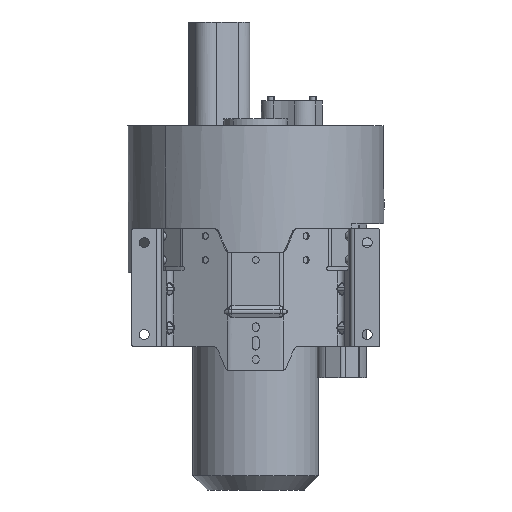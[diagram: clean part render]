
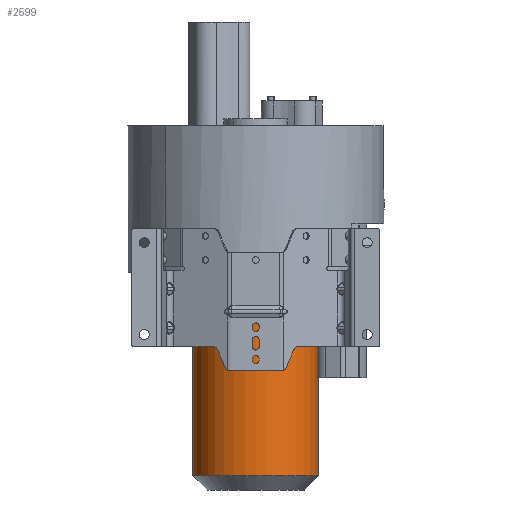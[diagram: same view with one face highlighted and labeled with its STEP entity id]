
A CAD part, front view. The second image highlights one B-rep face of the part: STEP entity #2599.
In plain terms, the highlighted cylindrical face has radius 88.7 mm (diameter 177.4 mm), a partial arc.
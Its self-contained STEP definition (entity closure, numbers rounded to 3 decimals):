
#702=CYLINDRICAL_SURFACE('',#12726,88.7);
#1108=LINE('',#17956,#1880);
#1109=LINE('',#17957,#1881);
#1880=VECTOR('',#14321,1.);
#1881=VECTOR('',#14322,1.);
#2599=ADVANCED_FACE('',(#3331),#702,.T.);
#3331=FACE_OUTER_BOUND('',#4024,.T.);
#4024=EDGE_LOOP('',(#5569,#5570,#5571,#5572));
#5569=ORIENTED_EDGE('',*,*,#10431,.F.);
#5570=ORIENTED_EDGE('',*,*,#10443,.F.);
#5571=ORIENTED_EDGE('',*,*,#10432,.T.);
#5572=ORIENTED_EDGE('',*,*,#10444,.T.);
#9202=VERTEX_POINT('',#17895);
#9203=VERTEX_POINT('',#17897);
#9209=VERTEX_POINT('',#17954);
#9210=VERTEX_POINT('',#17955);
#10431=EDGE_CURVE('',#9209,#9203,#1108,.T.);
#10432=EDGE_CURVE('',#9210,#9202,#1109,.T.);
#10443=EDGE_CURVE('',#9210,#9209,#12107,.T.);
#10444=EDGE_CURVE('',#9202,#9203,#12108,.T.);
#12107=CIRCLE('',#12724,88.7);
#12108=CIRCLE('',#12725,88.7);
#12724=AXIS2_PLACEMENT_3D('',#17980,#14351,#14352);
#12725=AXIS2_PLACEMENT_3D('',#17981,#14353,#14354);
#12726=AXIS2_PLACEMENT_3D('',#17982,#14355,#14356);
#14321=DIRECTION('',(0.,0.,-1.));
#14322=DIRECTION('',(0.,0.,-1.));
#14351=DIRECTION('',(0.,0.,1.));
#14352=DIRECTION('',(-1.,0.,0.));
#14353=DIRECTION('',(0.,0.,1.));
#14354=DIRECTION('',(-1.,0.,0.));
#14355=DIRECTION('',(0.,0.,-1.));
#14356=DIRECTION('',(1.,0.,0.));
#17895=CARTESIAN_POINT('',(-88.7,0.,-322.));
#17897=CARTESIAN_POINT('',(88.7,0.,-322.));
#17954=CARTESIAN_POINT('',(88.7,0.,-35.13));
#17955=CARTESIAN_POINT('',(-88.7,0.,-35.13));
#17956=CARTESIAN_POINT('',(88.7,0.,-35.13));
#17957=CARTESIAN_POINT('',(-88.7,0.,-35.13));
#17980=CARTESIAN_POINT('',(0.,0.,-35.13));
#17981=CARTESIAN_POINT('',(0.,0.,-322.));
#17982=CARTESIAN_POINT('',(0.,0.,-35.13));
